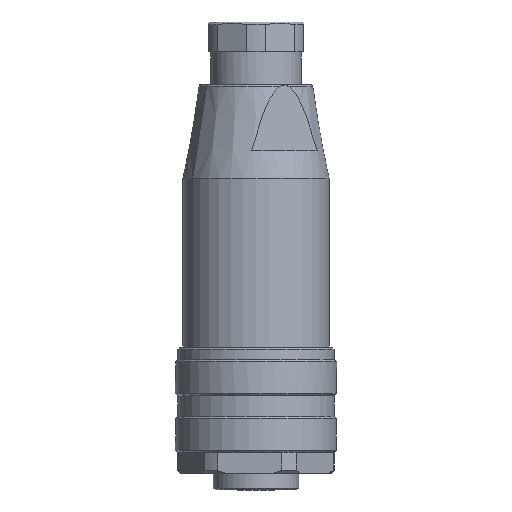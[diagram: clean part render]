
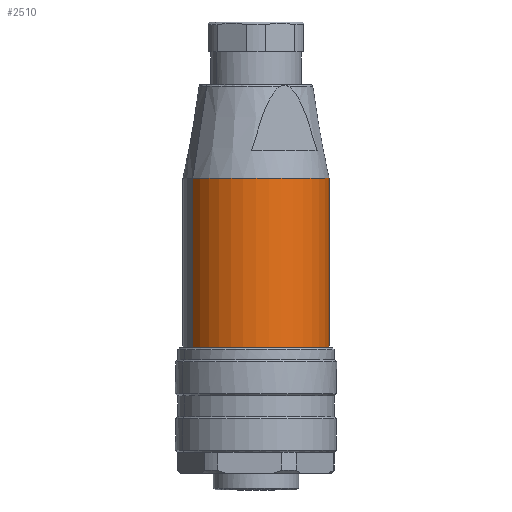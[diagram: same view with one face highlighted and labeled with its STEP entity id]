
A CAD part, front view. The second image highlights one B-rep face of the part: STEP entity #2510.
In plain terms, the highlighted cylindrical face has radius 12.25 mm (diameter 24.5 mm), a partial arc.
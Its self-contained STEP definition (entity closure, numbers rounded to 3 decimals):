
#2294=AXIS2_PLACEMENT_3D('Circle Axis2P3D',#2292,#2293,$) ;
#2497=AXIS2_PLACEMENT_3D('Cylinder Axis2P3D',#2494,#2495,#2496) ;
#2501=AXIS2_PLACEMENT_3D('Circle Axis2P3D',#2499,#2500,$) ;
#2104=CARTESIAN_POINT('Vertex',(2.891,7.375,52.2)) ;
#2190=CARTESIAN_POINT('Vertex',(24.109,19.625,52.2)) ;
#2292=CARTESIAN_POINT('Axis2P3D Location',(13.5,13.5,52.2)) ;
#2403=CARTESIAN_POINT('Vertex',(2.891,7.375,13.7)) ;
#2405=CARTESIAN_POINT('Vertex',(24.109,19.625,13.7)) ;
#2408=CARTESIAN_POINT('Line Origine',(2.891,7.375,22.4)) ;
#2413=CARTESIAN_POINT('Line Origine',(24.109,19.625,22.4)) ;
#2494=CARTESIAN_POINT('Axis2P3D Location',(13.5,13.5,22.4)) ;
#2499=CARTESIAN_POINT('Axis2P3D Location',(13.5,13.5,13.7)) ;
#2293=DIRECTION('Axis2P3D Direction',(0.,0.,-1.)) ;
#2409=DIRECTION('Vector Direction',(0.,0.,1.)) ;
#2414=DIRECTION('Vector Direction',(0.,0.,1.)) ;
#2495=DIRECTION('Axis2P3D Direction',(0.,-0.,1.)) ;
#2496=DIRECTION('Axis2P3D XDirection',(-0.866,-0.5,0.)) ;
#2500=DIRECTION('Axis2P3D Direction',(0.,-0.,1.)) ;
#2410=VECTOR('Line Direction',#2409,1.) ;
#2415=VECTOR('Line Direction',#2414,1.) ;
#2505=ORIENTED_EDGE('',*,*,#2503,.F.) ;
#2506=ORIENTED_EDGE('',*,*,#2417,.F.) ;
#2507=ORIENTED_EDGE('',*,*,#2296,.T.) ;
#2508=ORIENTED_EDGE('',*,*,#2412,.T.) ;
#2510=ADVANCED_FACE('MANIFOLD_SOLID_BREP #40',(#2509),#2498,.T.) ;
#2295=CIRCLE('generated circle',#2294,12.25) ;
#2502=CIRCLE('generated circle',#2501,12.25) ;
#2498=CYLINDRICAL_SURFACE('generated cylinder',#2497,12.25) ;
#2296=EDGE_CURVE('',#2191,#2105,#2295,.T.) ;
#2412=EDGE_CURVE('',#2105,#2404,#2411,.F.) ;
#2417=EDGE_CURVE('',#2191,#2406,#2416,.F.) ;
#2503=EDGE_CURVE('',#2406,#2404,#2502,.F.) ;
#2504=EDGE_LOOP('',(#2505,#2506,#2507,#2508)) ;
#2509=FACE_OUTER_BOUND('',#2504,.T.) ;
#2411=LINE('Line',#2408,#2410) ;
#2416=LINE('Line',#2413,#2415) ;
#2105=VERTEX_POINT('',#2104) ;
#2191=VERTEX_POINT('',#2190) ;
#2404=VERTEX_POINT('',#2403) ;
#2406=VERTEX_POINT('',#2405) ;
